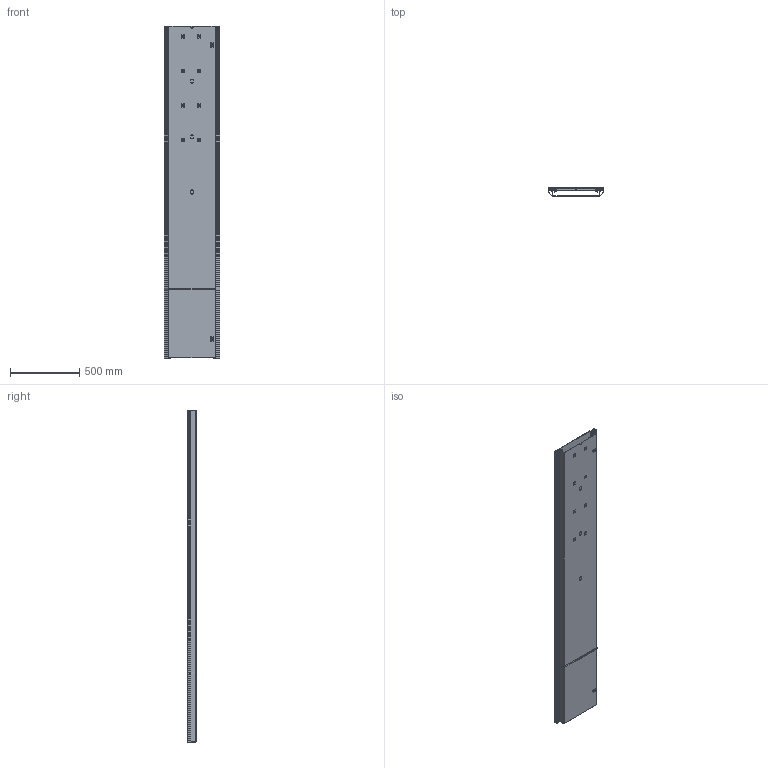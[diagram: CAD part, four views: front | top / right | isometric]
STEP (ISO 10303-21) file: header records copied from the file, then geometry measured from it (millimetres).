
FILE_DESCRIPTION (( 'STEP AP214' ), '1' );
FILE_NAME ('7424482.STEP', '2026-02-16T10:52:06', ( '' ), ( '' ), 'SwSTEP 2.0', 'SolidWorks 2024', '' );
FILE_SCHEMA (( 'AUTOMOTIVE_DESIGN' ));
Length unit declared in the file: millimetre
Products named in the file (13): 0000004201_8_Standard; 40737C_Standard; P_30700584_4_Standard; 35104457_Standard; 43928B_Standard; 43938B_39400970; 7424482; 32812b_Standard; 43423G_Standard; 40731F_Standard; 43931C_Standard; 35104333_Standard; 43172B_Standard
Assembly tree (40 placements, depth 3):
  7424482
    43928B_Standard
    43423G_Standard  x2
    32812b_Standard  x2
    40731F_Standard  x3
      43938B_39400970
      43172B_Standard
      35104333_Standard
    35104457_Standard  x18
    40737C_Standard  x2
      43931C_Standard
      P_30700584_4_Standard
    0000004201_8_Standard
Bounding box: 403.5 x 60.6 x 2400 mm (x, y, z)
Volume: 6747909.1 mm3; surface area: 6386237.2 mm2
Topology: 55 solids, 55 shells, 6715 faces, 16743 edges, 10342 vertices
Faces by surface type: plane 2577, cylinder 1606, bspline 1260, torus 684, cone 444, sphere 144
Entity records: 50151 total; most frequent: CARTESIAN_POINT 16752, ORIENTED_EDGE 7276, DIRECTION 6311, EDGE_CURVE 3638, VERTEX_POINT 2243, LINE 2215, VECTOR 2215, AXIS2_PLACEMENT_3D 2048
